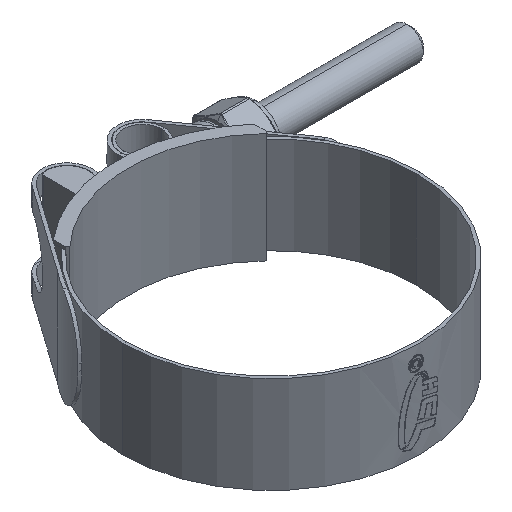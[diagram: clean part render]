
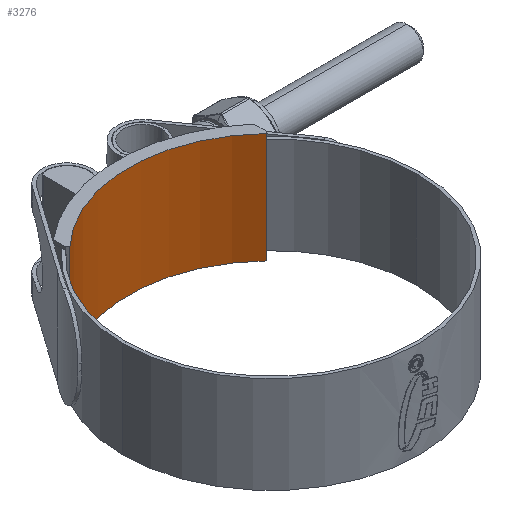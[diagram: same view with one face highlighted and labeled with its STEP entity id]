
A CAD part, isometric view. The second image highlights one B-rep face of the part: STEP entity #3276.
In plain terms, the highlighted cylindrical face has radius 28.39 mm (diameter 56.78 mm), a partial arc.
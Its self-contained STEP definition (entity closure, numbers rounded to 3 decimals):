
#337 = DIRECTION ( 'NONE',  ( 0., 0., -1. ) ) ;
#437 = CIRCLE ( 'NONE', #12559, 28.39 ) ;
#900 = VERTEX_POINT ( 'NONE', #9547 ) ;
#955 = CARTESIAN_POINT ( 'NONE',  ( 0., 0., 10.39 ) ) ;
#1249 = DIRECTION ( 'NONE',  ( 0., 0., 1. ) ) ;
#1573 = CARTESIAN_POINT ( 'NONE',  ( 19.579, 20.558, 11. ) ) ;
#2604 = VECTOR ( 'NONE', #4234, 1000. ) ;
#2631 = CARTESIAN_POINT ( 'NONE',  ( 0., 0., -11. ) ) ;
#2760 = DIRECTION ( 'NONE',  ( 0., 0., 1. ) ) ;
#3220 = CARTESIAN_POINT ( 'NONE',  ( 19.579, 20.558, -11. ) ) ;
#3276 = ADVANCED_FACE ( 'NONE', ( #12343 ), #10266, .F. ) ;
#3542 = CARTESIAN_POINT ( 'NONE',  ( 0., 0., 11. ) ) ;
#3828 = ORIENTED_EDGE ( 'NONE', *, *, #10748, .F. ) ;
#3875 = VERTEX_POINT ( 'NONE', #3220 ) ;
#4163 = CARTESIAN_POINT ( 'NONE',  ( -19.579, 20.558, 10.39 ) ) ;
#4226 = AXIS2_PLACEMENT_3D ( 'NONE', #3542, #337, #4888 ) ;
#4234 = DIRECTION ( 'NONE',  ( 0., 0., 1. ) ) ;
#4888 = DIRECTION ( 'NONE',  ( 1., 0., 0. ) ) ;
#5360 = ORIENTED_EDGE ( 'NONE', *, *, #8469, .F. ) ;
#5505 = DIRECTION ( 'NONE',  ( 1., 0., 0. ) ) ;
#5972 = DIRECTION ( 'NONE',  ( 1., 0., 0. ) ) ;
#6485 = CARTESIAN_POINT ( 'NONE',  ( 19.579, 20.558, 10.39 ) ) ;
#7460 = LINE ( 'NONE', #6485, #2604 ) ;
#8074 = CARTESIAN_POINT ( 'NONE',  ( -19.579, 20.558, -11. ) ) ;
#8324 = AXIS2_PLACEMENT_3D ( 'NONE', #955, #1249, #5505 ) ;
#8469 = EDGE_CURVE ( 'NONE', #3875, #13127, #437, .T. ) ;
#8640 = LINE ( 'NONE', #4163, #10195 ) ;
#8932 = ORIENTED_EDGE ( 'NONE', *, *, #10123, .F. ) ;
#9490 = CIRCLE ( 'NONE', #4226, 28.39 ) ;
#9547 = CARTESIAN_POINT ( 'NONE',  ( -19.579, 20.558, 11. ) ) ;
#10123 = EDGE_CURVE ( 'NONE', #900, #10645, #9490, .T. ) ;
#10195 = VECTOR ( 'NONE', #2760, 1000. ) ;
#10266 = CYLINDRICAL_SURFACE ( 'NONE', #8324, 28.39 ) ;
#10645 = VERTEX_POINT ( 'NONE', #1573 ) ;
#10678 = ORIENTED_EDGE ( 'NONE', *, *, #12911, .T. ) ;
#10748 = EDGE_CURVE ( 'NONE', #13127, #900, #8640, .T. ) ;
#11686 = EDGE_LOOP ( 'NONE', ( #8932, #3828, #5360, #10678 ) ) ;
#11700 = DIRECTION ( 'NONE',  ( 0., 0., 1. ) ) ;
#12343 = FACE_OUTER_BOUND ( 'NONE', #11686, .T. ) ;
#12559 = AXIS2_PLACEMENT_3D ( 'NONE', #2631, #11700, #5972 ) ;
#12911 = EDGE_CURVE ( 'NONE', #3875, #10645, #7460, .T. ) ;
#13127 = VERTEX_POINT ( 'NONE', #8074 ) ;
